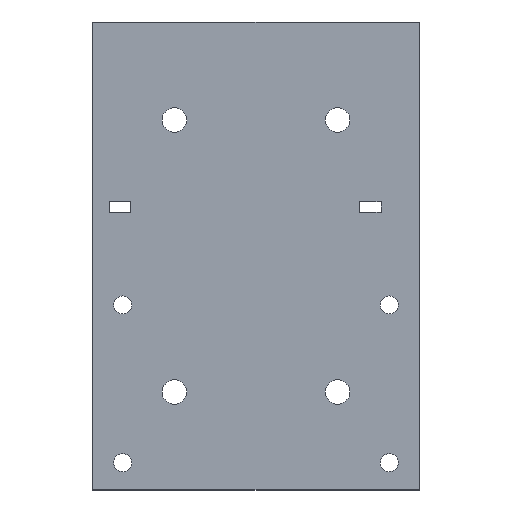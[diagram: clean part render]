
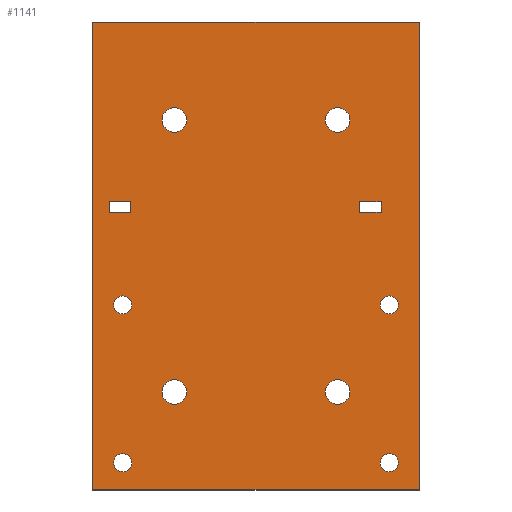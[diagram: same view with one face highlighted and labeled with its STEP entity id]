
A CAD part, top view. The second image highlights one B-rep face of the part: STEP entity #1141.
In plain terms, the highlighted planar face has unit normal (0, 0, 1).
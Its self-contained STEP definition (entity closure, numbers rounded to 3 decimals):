
#19=FACE_BOUND('',#196,.T.);
#20=FACE_BOUND('',#197,.T.);
#21=FACE_BOUND('',#198,.T.);
#22=FACE_BOUND('',#199,.T.);
#23=FACE_BOUND('',#200,.T.);
#24=FACE_BOUND('',#201,.T.);
#25=FACE_BOUND('',#202,.T.);
#26=FACE_BOUND('',#203,.T.);
#27=FACE_BOUND('',#204,.T.);
#28=FACE_BOUND('',#205,.T.);
#79=PLANE('',#1235);
#135=FACE_OUTER_BOUND('',#195,.T.);
#195=EDGE_LOOP('',(#1015,#1016,#1017,#1018));
#196=EDGE_LOOP('',(#1019,#1020,#1021,#1022));
#197=EDGE_LOOP('',(#1023,#1024,#1025,#1026));
#198=EDGE_LOOP('',(#1027));
#199=EDGE_LOOP('',(#1028));
#200=EDGE_LOOP('',(#1029));
#201=EDGE_LOOP('',(#1030));
#202=EDGE_LOOP('',(#1031));
#203=EDGE_LOOP('',(#1032));
#204=EDGE_LOOP('',(#1033));
#205=EDGE_LOOP('',(#1034));
#227=LINE('',#1572,#359);
#231=LINE('',#1584,#363);
#236=LINE('',#1593,#368);
#239=LINE('',#1599,#371);
#243=LINE('',#1607,#375);
#246=LINE('',#1613,#378);
#321=LINE('',#1774,#453);
#324=LINE('',#1779,#456);
#328=LINE('',#1787,#460);
#339=LINE('',#1826,#471);
#343=LINE('',#1836,#475);
#346=LINE('',#1845,#478);
#359=VECTOR('',#1275,10.);
#363=VECTOR('',#1287,10.);
#368=VECTOR('',#1294,10.);
#371=VECTOR('',#1299,10.);
#375=VECTOR('',#1305,10.);
#378=VECTOR('',#1310,10.);
#453=VECTOR('',#1451,10.);
#456=VECTOR('',#1456,10.);
#460=VECTOR('',#1462,10.);
#471=VECTOR('',#1503,10.);
#475=VECTOR('',#1515,10.);
#478=VECTOR('',#1526,10.);
#491=CIRCLE('',#1213,1.65);
#492=CIRCLE('',#1215,1.65);
#493=CIRCLE('',#1217,1.65);
#494=CIRCLE('',#1219,1.65);
#495=CIRCLE('',#1221,2.25);
#497=CIRCLE('',#1224,2.25);
#499=CIRCLE('',#1228,2.25);
#501=CIRCLE('',#1232,2.25);
#517=VERTEX_POINT('',#1569);
#518=VERTEX_POINT('',#1571);
#521=VERTEX_POINT('',#1581);
#522=VERTEX_POINT('',#1583);
#524=VERTEX_POINT('',#1588);
#527=VERTEX_POINT('',#1596);
#529=VERTEX_POINT('',#1602);
#532=VERTEX_POINT('',#1610);
#588=VERTEX_POINT('',#1784);
#589=VERTEX_POINT('',#1786);
#591=VERTEX_POINT('',#1792);
#592=VERTEX_POINT('',#1796);
#593=VERTEX_POINT('',#1800);
#594=VERTEX_POINT('',#1804);
#595=VERTEX_POINT('',#1808);
#597=VERTEX_POINT('',#1814);
#601=VERTEX_POINT('',#1823);
#602=VERTEX_POINT('',#1825);
#603=VERTEX_POINT('',#1829);
#605=VERTEX_POINT('',#1838);
#625=EDGE_CURVE('',#518,#517,#227,.T.);
#631=EDGE_CURVE('',#522,#521,#231,.T.);
#636=EDGE_CURVE('',#524,#518,#236,.T.);
#639=EDGE_CURVE('',#527,#524,#239,.T.);
#643=EDGE_CURVE('',#529,#522,#243,.T.);
#646=EDGE_CURVE('',#532,#529,#246,.T.);
#725=EDGE_CURVE('',#521,#532,#321,.T.);
#728=EDGE_CURVE('',#517,#527,#324,.T.);
#732=EDGE_CURVE('',#588,#589,#328,.T.);
#735=EDGE_CURVE('',#591,#591,#491,.T.);
#737=EDGE_CURVE('',#592,#592,#492,.T.);
#739=EDGE_CURVE('',#593,#593,#493,.T.);
#741=EDGE_CURVE('',#594,#594,#494,.T.);
#743=EDGE_CURVE('',#595,#595,#495,.T.);
#746=EDGE_CURVE('',#597,#597,#497,.T.);
#751=EDGE_CURVE('',#602,#601,#339,.T.);
#753=EDGE_CURVE('',#603,#603,#499,.T.);
#757=EDGE_CURVE('',#589,#601,#343,.T.);
#758=EDGE_CURVE('',#605,#605,#501,.T.);
#762=EDGE_CURVE('',#588,#602,#346,.T.);
#1015=ORIENTED_EDGE('',*,*,#757,.F.);
#1016=ORIENTED_EDGE('',*,*,#732,.F.);
#1017=ORIENTED_EDGE('',*,*,#762,.T.);
#1018=ORIENTED_EDGE('',*,*,#751,.T.);
#1019=ORIENTED_EDGE('',*,*,#636,.T.);
#1020=ORIENTED_EDGE('',*,*,#625,.T.);
#1021=ORIENTED_EDGE('',*,*,#728,.T.);
#1022=ORIENTED_EDGE('',*,*,#639,.T.);
#1023=ORIENTED_EDGE('',*,*,#643,.T.);
#1024=ORIENTED_EDGE('',*,*,#631,.T.);
#1025=ORIENTED_EDGE('',*,*,#725,.T.);
#1026=ORIENTED_EDGE('',*,*,#646,.T.);
#1027=ORIENTED_EDGE('',*,*,#735,.T.);
#1028=ORIENTED_EDGE('',*,*,#737,.T.);
#1029=ORIENTED_EDGE('',*,*,#739,.T.);
#1030=ORIENTED_EDGE('',*,*,#741,.T.);
#1031=ORIENTED_EDGE('',*,*,#746,.F.);
#1032=ORIENTED_EDGE('',*,*,#743,.T.);
#1033=ORIENTED_EDGE('',*,*,#753,.F.);
#1034=ORIENTED_EDGE('',*,*,#758,.T.);
#1141=ADVANCED_FACE('',(#135,#19,#20,#21,#22,#23,#24,#25,#26,#27,#28),#79,
 .T.);
#1213=AXIS2_PLACEMENT_3D('',#1793,#1467,#1468);
#1215=AXIS2_PLACEMENT_3D('',#1797,#1472,#1473);
#1217=AXIS2_PLACEMENT_3D('',#1801,#1477,#1478);
#1219=AXIS2_PLACEMENT_3D('',#1805,#1482,#1483);
#1221=AXIS2_PLACEMENT_3D('',#1809,#1487,#1488);
#1224=AXIS2_PLACEMENT_3D('',#1815,#1494,#1495);
#1228=AXIS2_PLACEMENT_3D('',#1830,#1507,#1508);
#1232=AXIS2_PLACEMENT_3D('',#1839,#1518,#1519);
#1235=AXIS2_PLACEMENT_3D('',#1846,#1527,#1528);
#1275=DIRECTION('',(1.,0.,0.));
#1287=DIRECTION('',(1.,0.,0.));
#1294=DIRECTION('',(0.,1.,0.));
#1299=DIRECTION('',(-1.,0.,0.));
#1305=DIRECTION('',(0.,1.,0.));
#1310=DIRECTION('',(-1.,0.,0.));
#1451=DIRECTION('',(0.,-1.,0.));
#1456=DIRECTION('',(0.,-1.,0.));
#1462=DIRECTION('',(1.,0.,0.));
#1467=DIRECTION('center_axis',(0.,0.,-1.));
#1468=DIRECTION('ref_axis',(-1.,0.,0.));
#1472=DIRECTION('center_axis',(0.,0.,-1.));
#1473=DIRECTION('ref_axis',(-1.,0.,0.));
#1477=DIRECTION('center_axis',(0.,0.,-1.));
#1478=DIRECTION('ref_axis',(-1.,0.,0.));
#1482=DIRECTION('center_axis',(0.,0.,-1.));
#1483=DIRECTION('ref_axis',(-1.,0.,0.));
#1487=DIRECTION('center_axis',(0.,0.,-1.));
#1488=DIRECTION('ref_axis',(-1.,0.,0.));
#1494=DIRECTION('center_axis',(0.,0.,1.));
#1495=DIRECTION('ref_axis',(1.,0.,0.));
#1503=DIRECTION('',(1.,0.,0.));
#1507=DIRECTION('center_axis',(0.,0.,1.));
#1508=DIRECTION('ref_axis',(-1.,0.,0.));
#1515=DIRECTION('',(0.,-1.,0.));
#1518=DIRECTION('center_axis',(0.,0.,-1.));
#1519=DIRECTION('ref_axis',(1.,0.,0.));
#1526=DIRECTION('',(0.,-1.,0.));
#1527=DIRECTION('center_axis',(0.,0.,1.));
#1528=DIRECTION('ref_axis',(1.,0.,0.));
#1569=CARTESIAN_POINT('',(-23.,10.,4.5));
#1571=CARTESIAN_POINT('',(-27.,10.,4.5));
#1572=CARTESIAN_POINT('',(-21.,10.,4.5));
#1581=CARTESIAN_POINT('',(23.,10.,4.5));
#1583=CARTESIAN_POINT('',(19.,10.,4.5));
#1584=CARTESIAN_POINT('',(2.,10.,4.5));
#1588=CARTESIAN_POINT('',(-27.,8.,4.5));
#1593=CARTESIAN_POINT('',(-27.,14.75,4.5));
#1596=CARTESIAN_POINT('',(-23.,8.,4.5));
#1599=CARTESIAN_POINT('',(-19.,8.,4.5));
#1602=CARTESIAN_POINT('',(19.,8.,4.5));
#1607=CARTESIAN_POINT('',(19.,14.75,4.5));
#1610=CARTESIAN_POINT('',(23.,8.,4.5));
#1613=CARTESIAN_POINT('',(4.,8.,4.5));
#1774=CARTESIAN_POINT('',(23.,15.75,4.5));
#1779=CARTESIAN_POINT('',(-23.,15.75,4.5));
#1784=CARTESIAN_POINT('',(-30.,43.,4.5));
#1786=CARTESIAN_POINT('',(30.,43.,4.5));
#1787=CARTESIAN_POINT('',(30.,43.,4.5));
#1792=CARTESIAN_POINT('',(26.15,-9.,4.5));
#1793=CARTESIAN_POINT('Origin',(24.5,-9.,4.5));
#1796=CARTESIAN_POINT('',(26.15,-38.,4.5));
#1797=CARTESIAN_POINT('Origin',(24.5,-38.,4.5));
#1800=CARTESIAN_POINT('',(-22.85,-9.,4.5));
#1801=CARTESIAN_POINT('Origin',(-24.5,-9.,4.5));
#1804=CARTESIAN_POINT('',(-22.85,-38.,4.5));
#1805=CARTESIAN_POINT('Origin',(-24.5,-38.,4.5));
#1808=CARTESIAN_POINT('',(17.25,-25.,4.5));
#1809=CARTESIAN_POINT('Origin',(15.,-25.,4.5));
#1814=CARTESIAN_POINT('',(-17.25,-25.,4.5));
#1815=CARTESIAN_POINT('Origin',(-15.,-25.,4.5));
#1823=CARTESIAN_POINT('',(30.,-43.,4.5));
#1825=CARTESIAN_POINT('',(-30.,-43.,4.5));
#1826=CARTESIAN_POINT('',(30.,-43.,4.5));
#1829=CARTESIAN_POINT('',(17.25,25.,4.5));
#1830=CARTESIAN_POINT('Origin',(15.,25.,4.5));
#1836=CARTESIAN_POINT('',(30.,0.,4.5));
#1838=CARTESIAN_POINT('',(-17.25,25.,4.5));
#1839=CARTESIAN_POINT('Origin',(-15.,25.,4.5));
#1845=CARTESIAN_POINT('',(-30.,0.,4.5));
#1846=CARTESIAN_POINT('Origin',(-15.,21.5,4.5));
